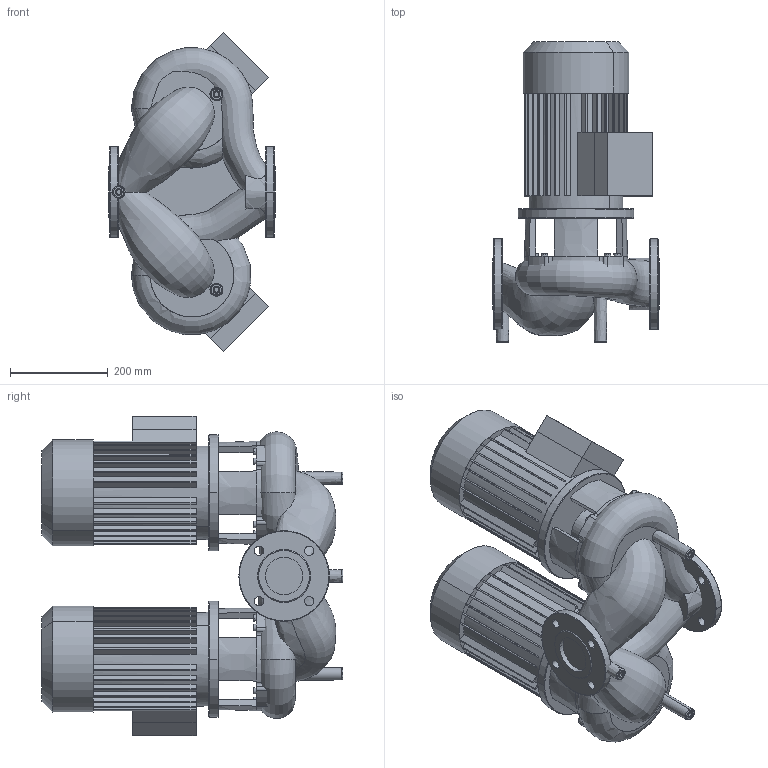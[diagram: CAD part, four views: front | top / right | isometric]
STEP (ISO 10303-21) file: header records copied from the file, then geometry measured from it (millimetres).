
FILE_DESCRIPTION((''),'2;1');
FILE_NAME('3d_DL65_110-3_2-2121034.stp','2016-05-24T12:34:48',(''),(''),'Mechanical Desktop 2009','Mechanical Desktop 2009',', , ');
FILE_SCHEMA(('CONFIG_CONTROL_DESIGN'));
Length unit declared in the file: millimetre
Products named in the file (1): Product
Bounding box: 340 x 616.5 x 654 mm (x, y, z)
Volume: 43079752.2 mm3; surface area: 2130053.6 mm2
Topology: 17 solids, 17 shells, 676 faces, 1834 edges, 1216 vertices
Faces by surface type: bspline 278, plane 220, cylinder 160, cone 14, torus 4
Entity records: 40908 total; most frequent: CARTESIAN_POINT 24308, ORIENTED_EDGE 3664, DIRECTION 3088, EDGE_CURVE 1832, VERTEX_POINT 1215, VECTOR 1032, LINE 1032, AXIS2_PLACEMENT_3D 1028
